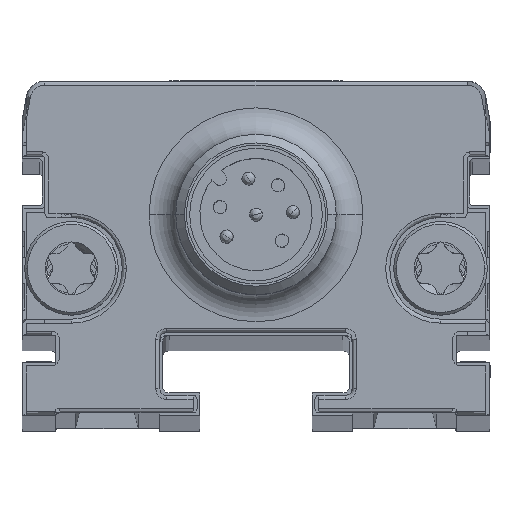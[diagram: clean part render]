
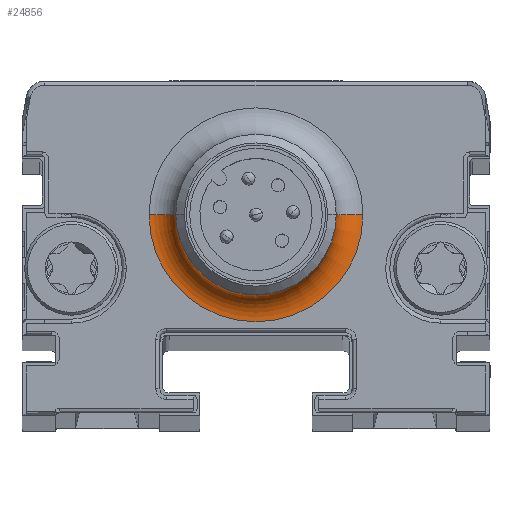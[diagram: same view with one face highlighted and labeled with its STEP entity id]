
A CAD part, top view. The second image highlights one B-rep face of the part: STEP entity #24856.
In plain terms, the highlighted toroidal (fillet/blend) face has major radius 8 mm and minor radius 2 mm.
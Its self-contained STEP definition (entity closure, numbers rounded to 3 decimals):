
#398 = EDGE_CURVE ( 'NONE', #13870, #11949, #24469, .T. ) ;
#1212 = DIRECTION ( 'NONE',  ( 0., 0., -1. ) ) ;
#1397 = AXIS2_PLACEMENT_3D ( 'NONE', #3518, #3490, #14432 ) ;
#1648 = ORIENTED_EDGE ( 'NONE', *, *, #3586, .F. ) ;
#2312 = AXIS2_PLACEMENT_3D ( 'NONE', #7189, #7148, #7110 ) ;
#3364 = DIRECTION ( 'NONE',  ( 0., 0., 1. ) ) ;
#3490 = DIRECTION ( 'NONE',  ( 0., 1., 0. ) ) ;
#3518 = CARTESIAN_POINT ( 'NONE',  ( -8., 15., 11.8 ) ) ;
#3586 = EDGE_CURVE ( 'NONE', #11837, #11949, #6377, .T. ) ;
#4878 = DIRECTION ( 'NONE',  ( 1., 0., 0. ) ) ;
#5292 = CARTESIAN_POINT ( 'NONE',  ( -6., 15., 11.8 ) ) ;
#5910 = DIRECTION ( 'NONE',  ( 0., 0., 1. ) ) ;
#6172 = CARTESIAN_POINT ( 'NONE',  ( 0., 15., 11.8 ) ) ;
#6377 = CIRCLE ( 'NONE', #21911, 8. ) ;
#7059 = CARTESIAN_POINT ( 'NONE',  ( 0., 15., 11.8 ) ) ;
#7110 = DIRECTION ( 'NONE',  ( 0., 0., -1. ) ) ;
#7148 = DIRECTION ( 'NONE',  ( 0., -1., 0. ) ) ;
#7189 = CARTESIAN_POINT ( 'NONE',  ( 8., 15., 11.8 ) ) ;
#7571 = TOROIDAL_SURFACE ( 'NONE', #20896, 8., 2. ) ;
#8504 = CARTESIAN_POINT ( 'NONE',  ( 0., 15., 9.8 ) ) ;
#9614 = CIRCLE ( 'NONE', #2312, 2. ) ;
#11085 = EDGE_CURVE ( 'NONE', #20821, #11837, #9614, .T. ) ;
#11740 = EDGE_CURVE ( 'NONE', #13870, #20821, #20395, .T. ) ;
#11837 = VERTEX_POINT ( 'NONE', #23003 ) ;
#11902 = FACE_OUTER_BOUND ( 'NONE', #15684, .T. ) ;
#11949 = VERTEX_POINT ( 'NONE', #15075 ) ;
#12073 = DIRECTION ( 'NONE',  ( 1., 0., 0. ) ) ;
#13870 = VERTEX_POINT ( 'NONE', #5292 ) ;
#14432 = DIRECTION ( 'NONE',  ( -1., 0., 0. ) ) ;
#15075 = CARTESIAN_POINT ( 'NONE',  ( -8., 15., 9.8 ) ) ;
#15684 = EDGE_LOOP ( 'NONE', ( #23637, #24435, #1648, #19458 ) ) ;
#16694 = DIRECTION ( 'NONE',  ( 1., 0., 0. ) ) ;
#17349 = AXIS2_PLACEMENT_3D ( 'NONE', #6172, #5910, #4878 ) ;
#19458 = ORIENTED_EDGE ( 'NONE', *, *, #11085, .F. ) ;
#20395 = CIRCLE ( 'NONE', #17349, 6. ) ;
#20821 = VERTEX_POINT ( 'NONE', #21302 ) ;
#20896 = AXIS2_PLACEMENT_3D ( 'NONE', #7059, #3364, #16694 ) ;
#21302 = CARTESIAN_POINT ( 'NONE',  ( 6., 15., 11.8 ) ) ;
#21911 = AXIS2_PLACEMENT_3D ( 'NONE', #8504, #1212, #12073 ) ;
#23003 = CARTESIAN_POINT ( 'NONE',  ( 8., 15., 9.8 ) ) ;
#23637 = ORIENTED_EDGE ( 'NONE', *, *, #11740, .F. ) ;
#24435 = ORIENTED_EDGE ( 'NONE', *, *, #398, .T. ) ;
#24469 = CIRCLE ( 'NONE', #1397, 2. ) ;
#24856 = ADVANCED_FACE ( 'NONE', ( #11902 ), #7571, .F. ) ;
